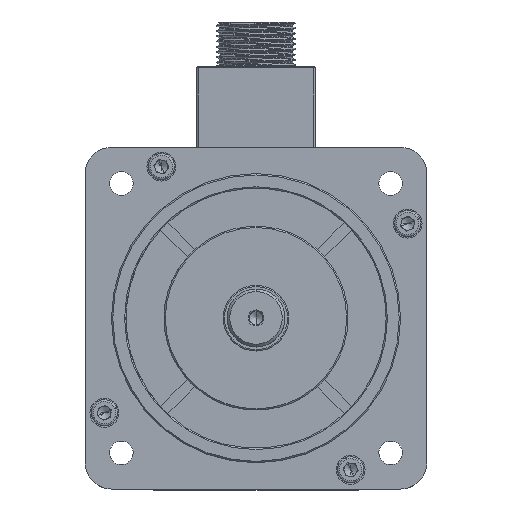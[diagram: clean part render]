
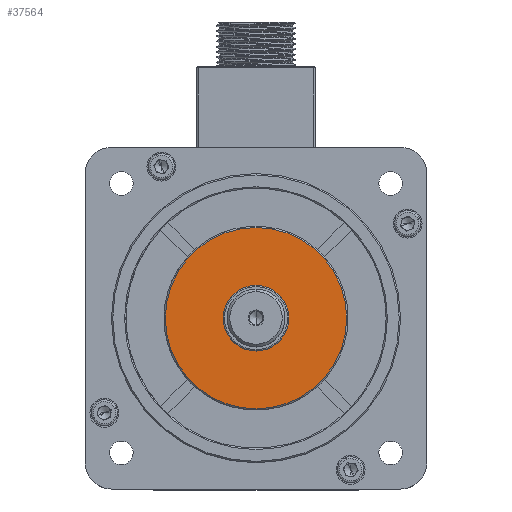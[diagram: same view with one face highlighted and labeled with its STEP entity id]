
A CAD part, top view. The second image highlights one B-rep face of the part: STEP entity #37564.
In plain terms, the highlighted planar face has unit normal (0, 0, 1).
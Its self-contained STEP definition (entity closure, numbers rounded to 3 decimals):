
#1565 = ORIENTED_EDGE ( 'NONE', *, *, #2808, .T. ) ;
#2808 = EDGE_CURVE ( 'NONE', #24073, #6903, #18750, .T. ) ;
#5831 = CIRCLE ( 'NONE', #42476, 34.5 ) ;
#6039 = DIRECTION ( 'NONE',  ( 0., 0., 1. ) ) ;
#6903 = VERTEX_POINT ( 'NONE', #22961 ) ;
#8609 = CARTESIAN_POINT ( 'NONE',  ( 0., 0., 19. ) ) ;
#11362 = AXIS2_PLACEMENT_3D ( 'NONE', #20588, #34570, #45108 ) ;
#11592 = DIRECTION ( 'NONE',  ( 0., 0., 1. ) ) ;
#16178 = ORIENTED_EDGE ( 'NONE', *, *, #29065, .T. ) ;
#16858 = PLANE ( 'NONE',  #17009 ) ;
#17009 = AXIS2_PLACEMENT_3D ( 'NONE', #33827, #6039, #41383 ) ;
#18750 = CIRCLE ( 'NONE', #11362, 34.5 ) ;
#19139 = CARTESIAN_POINT ( 'NONE',  ( 34.5, 0., 19. ) ) ;
#20588 = CARTESIAN_POINT ( 'NONE',  ( 0., 0., 19. ) ) ;
#22961 = CARTESIAN_POINT ( 'NONE',  ( -34.5, 0., 19. ) ) ;
#24073 = VERTEX_POINT ( 'NONE', #19139 ) ;
#29065 = EDGE_CURVE ( 'NONE', #6903, #24073, #5831, .T. ) ;
#33827 = CARTESIAN_POINT ( 'NONE',  ( 0., 0., 19. ) ) ;
#34286 = FACE_OUTER_BOUND ( 'NONE', #41011, .T. ) ;
#34570 = DIRECTION ( 'NONE',  ( 0., 0., 1. ) ) ;
#37564 = ADVANCED_FACE ( 'NONE', ( #34286 ), #16858, .T. ) ;
#41011 = EDGE_LOOP ( 'NONE', ( #16178, #1565 ) ) ;
#41383 = DIRECTION ( 'NONE',  ( 1., 0., 0. ) ) ;
#42476 = AXIS2_PLACEMENT_3D ( 'NONE', #8609, #11592, #43265 ) ;
#43265 = DIRECTION ( 'NONE',  ( 1., 0., 0. ) ) ;
#45108 = DIRECTION ( 'NONE',  ( 1., 0., 0. ) ) ;
